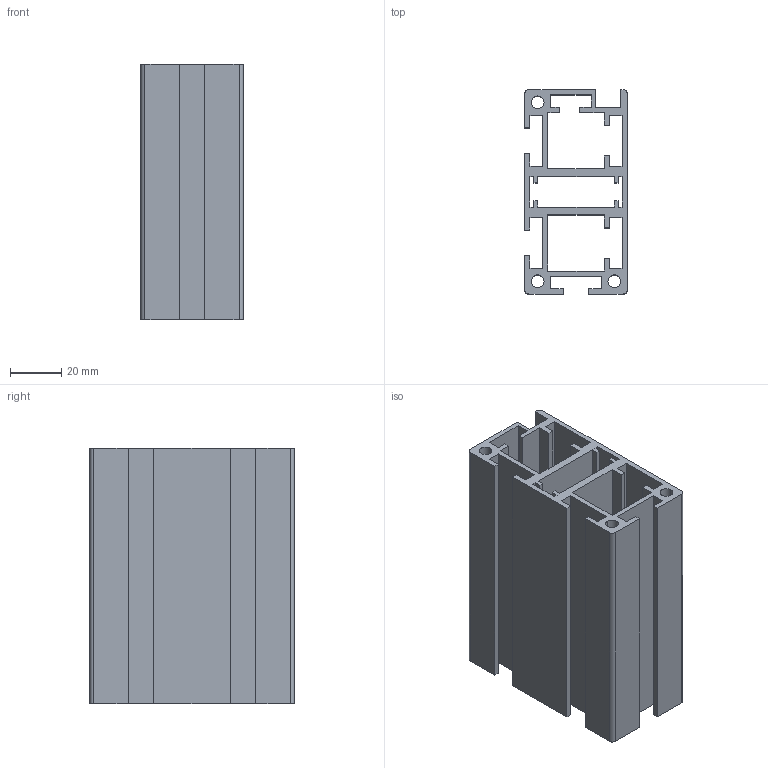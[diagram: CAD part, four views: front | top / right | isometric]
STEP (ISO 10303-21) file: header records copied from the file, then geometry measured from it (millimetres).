
FILE_DESCRIPTION(('Creo Elements/Direct Modeling STEP Export'),'2;1');
FILE_NAME('44.0014.2_Verglasungsprofil-MMS-44_40x80mm-1-asym-Nut.stp','2022-03-21T 8:56:20',(''),(''),'PTC Creo Elements/Direct Modeling STEP processor for AP214 (Solid Model)','PTC Creo Elements/Direct Modeling 19.0C 15-Aug-2015 (C) Parametric Technology GmbH','');
FILE_SCHEMA(('AUTOMOTIVE_DESIGN { 1 0 10303 214 1 1 1 1 }'));
Length unit declared in the file: millimetre
Products named in the file (2): Verglasungsprofil-MMS-44_40x80mm-1-asym-Nut_44.0014.2_PX171818
Assembly tree (1 placements, depth 2):
  Verglasungsprofil-MMS-44_40x80mm-1-asym-Nut_44.0014.2_PX171818
    Verglasungsprofil-MMS-44_40x80mm-1-asym-Nut_44.0014.2_PX171818
Bounding box: 40 x 80 x 100 mm (x, y, z)
Volume: 97989.8 mm3; surface area: 80197.5 mm2
Topology: 1 solids, 1 shells, 96 faces, 288 edges, 194 vertices
Faces by surface type: plane 86, cylinder 10
Entity records: 3085 total; most frequent: ORIENTED_EDGE 576, CARTESIAN_POINT 538, DIRECTION 446, EDGE_CURVE 288, VECTOR 242, LINE 242, VERTEX_POINT 194, EDGE_LOOP 108
